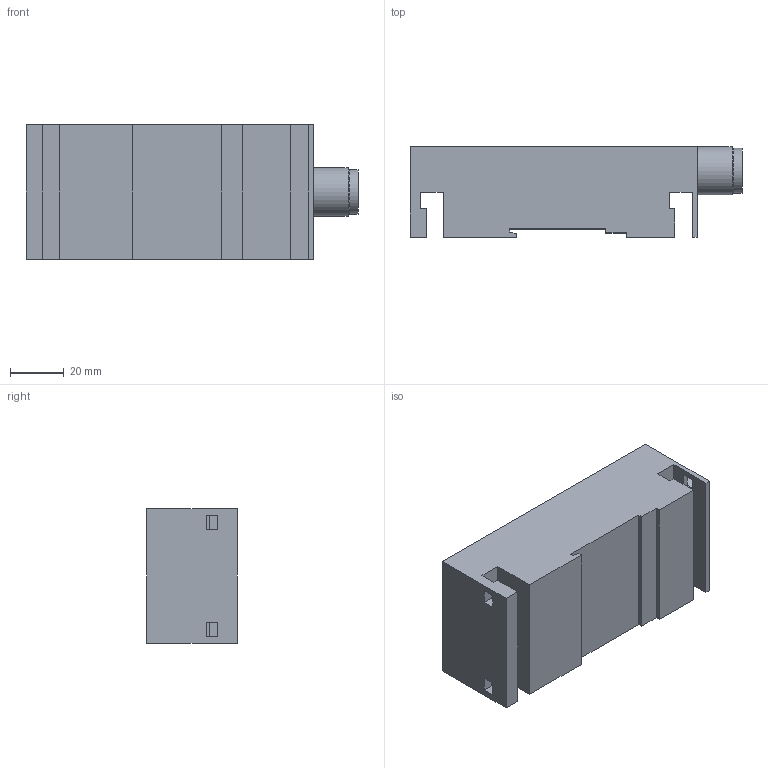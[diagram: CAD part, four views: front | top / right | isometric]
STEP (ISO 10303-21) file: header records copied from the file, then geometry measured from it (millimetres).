
FILE_DESCRIPTION(/* description */ ('STEP AP214'),/* implementation_level */ '2;1');
FILE_NAME(/* name */ '533577_CPX-GE-EV-V',/* time_stamp */ '2024-08-07T19:37:47+02:00',/* author */ ('License CC BY-ND 4.0'),/* organization */ ('CADENAS'),/* preprocessor_version */ 'ST-DEVELOPER v19.3',/* originating_system */ 'PARTsolutions',/* authorisation */ ' ');
FILE_SCHEMA (('CONFIG_CONTROL_DESIGN','AUTOMOTIVE_DESIGN {1 0 10303 214 3 1 1}'));
Length unit declared in the file: millimetre
Products named in the file (1): 533577 CPX-GE-EV-V
Bounding box: 124 x 33.8 x 50.1 mm (x, y, z)
Volume: 104627.1 mm3; surface area: 31695.9 mm2
Topology: 1 solids, 1 shells, 108 faces, 271 edges, 177 vertices
Faces by surface type: plane 67, cylinder 24, cone 9, torus 8
Full cylindrical faces by diameter (mm): 2.32 x4, 4.1 x4, 16.773 x1, 18 x1
Entity records: 3081 total; most frequent: DIRECTION 525, CARTESIAN_POINT 520, ORIENTED_EDGE 478, EDGE_CURVE 239, AXIS2_PLACEMENT_3D 177, VERTEX_POINT 172, LINE 171, VECTOR 171
